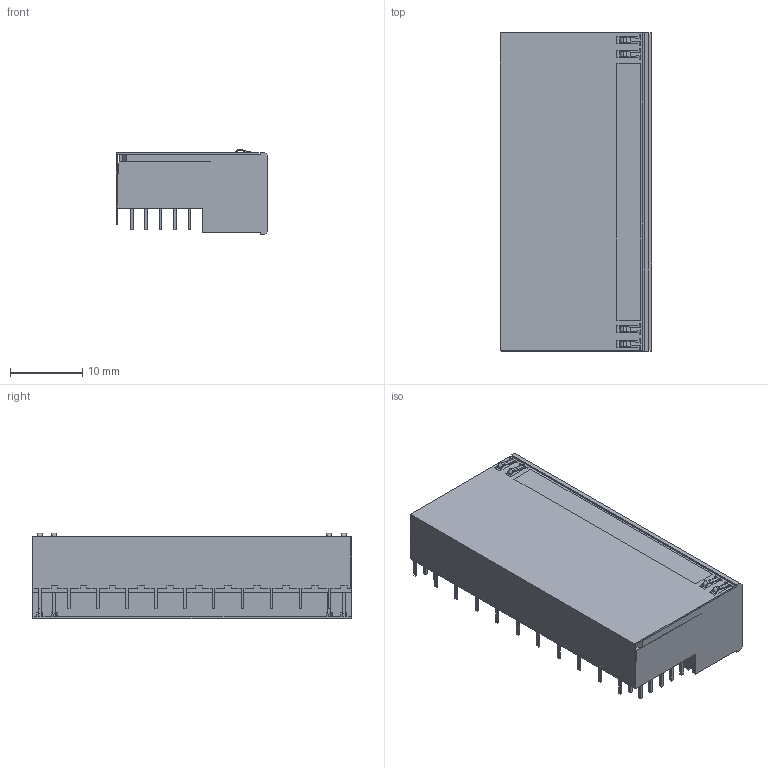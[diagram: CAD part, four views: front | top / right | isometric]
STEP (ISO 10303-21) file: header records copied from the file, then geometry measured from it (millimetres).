
FILE_DESCRIPTION((''),'2;1');
FILE_NAME('ERNI_354148.stp','2014-08-18T15:27:16',(''),(''),'Mechanical Desktop 2011','Mechanical Desktop 2011',', , ');
FILE_SCHEMA(('AUTOMOTIVE_DESIGN { 1 2 10303 214 1 1 1 1 }'));
Length unit declared in the file: millimetre
Products named in the file (1): Product
Bounding box: 20.91 x 43.97 x 11.82 mm (x, y, z)
Volume: 8250.4 mm3; surface area: 7303.4 mm2
Topology: 22 solids, 22 shells, 638 faces, 1636 edges, 1090 vertices
Faces by surface type: plane 584, cylinder 52, bspline 2
Entity records: 19409 total; most frequent: CARTESIAN_POINT 3713, ORIENTED_EDGE 3272, DIRECTION 3006, EDGE_CURVE 1636, VECTOR 1508, LINE 1508, VERTEX_POINT 1090, AXIS2_PLACEMENT_3D 749
